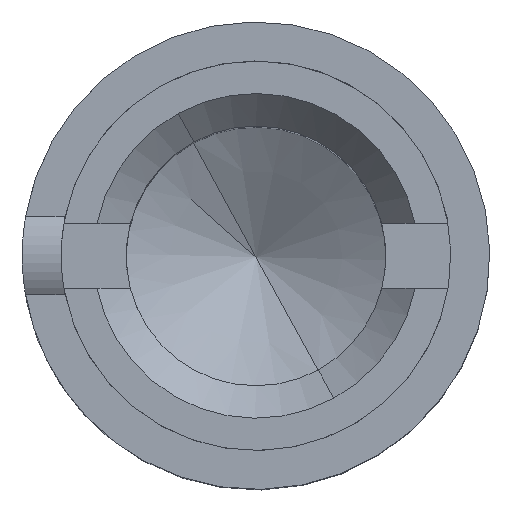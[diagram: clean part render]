
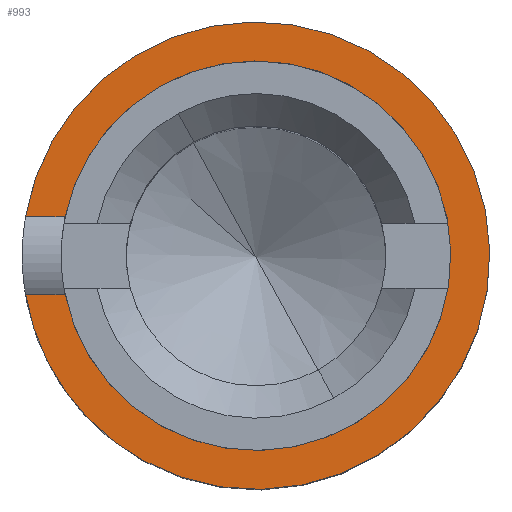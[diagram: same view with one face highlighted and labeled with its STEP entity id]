
A CAD part, top view. The second image highlights one B-rep face of the part: STEP entity #993.
In plain terms, the highlighted planar face has unit normal (0, 0, 1).
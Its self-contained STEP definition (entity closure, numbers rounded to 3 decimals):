
#861=AXIS2_PLACEMENT_3D('Circle Axis2P3D',#859,#860,$) ;
#941=AXIS2_PLACEMENT_3D('Circle Axis2P3D',#939,#940,$) ;
#961=AXIS2_PLACEMENT_3D('Plane Axis2P3D',#958,#959,#960) ;
#965=AXIS2_PLACEMENT_3D('Circle Axis2P3D',#963,#964,$) ;
#970=AXIS2_PLACEMENT_3D('Circle Axis2P3D',#968,#969,$) ;
#975=AXIS2_PLACEMENT_3D('Circle Axis2P3D',#973,#974,$) ;
#980=AXIS2_PLACEMENT_3D('Circle Axis2P3D',#978,#979,$) ;
#821=CARTESIAN_POINT('Vertex',(0.661,4.2,31.7)) ;
#823=CARTESIAN_POINT('Vertex',(0.661,3.,31.7)) ;
#826=CARTESIAN_POINT('Line Origine',(0.35,4.2,31.7)) ;
#830=CARTESIAN_POINT('Vertex',(0.05,4.2,31.7)) ;
#839=CARTESIAN_POINT('Vertex',(0.05,3.,31.7)) ;
#842=CARTESIAN_POINT('Line Origine',(0.35,3.,31.7)) ;
#859=CARTESIAN_POINT('Axis2P3D Location',(3.6,3.6,31.7)) ;
#863=CARTESIAN_POINT('Vertex',(5.038,6.233,31.7)) ;
#865=CARTESIAN_POINT('Vertex',(2.162,0.967,31.7)) ;
#936=CARTESIAN_POINT('Vertex',(5.326,6.759,31.7)) ;
#939=CARTESIAN_POINT('Axis2P3D Location',(3.6,3.6,31.7)) ;
#943=CARTESIAN_POINT('Vertex',(1.874,0.441,31.7)) ;
#958=CARTESIAN_POINT('Axis2P3D Location',(3.6,6.6,31.7)) ;
#963=CARTESIAN_POINT('Axis2P3D Location',(3.6,3.6,31.7)) ;
#968=CARTESIAN_POINT('Axis2P3D Location',(3.6,3.6,31.7)) ;
#973=CARTESIAN_POINT('Axis2P3D Location',(3.6,3.6,31.7)) ;
#978=CARTESIAN_POINT('Axis2P3D Location',(3.6,3.6,31.7)) ;
#827=DIRECTION('Vector Direction',(1.,0.,0.)) ;
#843=DIRECTION('Vector Direction',(1.,0.,0.)) ;
#860=DIRECTION('Axis2P3D Direction',(0.,0.,-1.)) ;
#940=DIRECTION('Axis2P3D Direction',(0.,0.,-1.)) ;
#959=DIRECTION('Axis2P3D Direction',(0.,0.,-1.)) ;
#960=DIRECTION('Axis2P3D XDirection',(0.,1.,0.)) ;
#964=DIRECTION('Axis2P3D Direction',(0.,0.,-1.)) ;
#969=DIRECTION('Axis2P3D Direction',(0.,0.,-1.)) ;
#974=DIRECTION('Axis2P3D Direction',(0.,0.,-1.)) ;
#979=DIRECTION('Axis2P3D Direction',(0.,0.,-1.)) ;
#828=VECTOR('Line Direction',#827,1.) ;
#844=VECTOR('Line Direction',#843,1.) ;
#984=ORIENTED_EDGE('',*,*,#832,.F.) ;
#985=ORIENTED_EDGE('',*,*,#967,.T.) ;
#986=ORIENTED_EDGE('',*,*,#867,.T.) ;
#987=ORIENTED_EDGE('',*,*,#972,.T.) ;
#988=ORIENTED_EDGE('',*,*,#846,.T.) ;
#989=ORIENTED_EDGE('',*,*,#977,.F.) ;
#990=ORIENTED_EDGE('',*,*,#945,.F.) ;
#991=ORIENTED_EDGE('',*,*,#982,.F.) ;
#993=ADVANCED_FACE('HUELSE',(#992),#962,.F.) ;
#862=CIRCLE('generated circle',#861,3.) ;
#942=CIRCLE('generated circle',#941,3.6) ;
#966=CIRCLE('generated circle',#965,3.) ;
#971=CIRCLE('generated circle',#970,3.) ;
#976=CIRCLE('generated circle',#975,3.6) ;
#981=CIRCLE('generated circle',#980,3.6) ;
#832=EDGE_CURVE('',#822,#831,#829,.F.) ;
#846=EDGE_CURVE('',#824,#840,#845,.F.) ;
#867=EDGE_CURVE('',#864,#866,#862,.T.) ;
#945=EDGE_CURVE('',#937,#944,#942,.T.) ;
#967=EDGE_CURVE('',#822,#864,#966,.T.) ;
#972=EDGE_CURVE('',#866,#824,#971,.T.) ;
#977=EDGE_CURVE('',#944,#840,#976,.T.) ;
#982=EDGE_CURVE('',#831,#937,#981,.T.) ;
#983=EDGE_LOOP('',(#984,#985,#986,#987,#988,#989,#990,#991)) ;
#992=FACE_OUTER_BOUND('',#983,.T.) ;
#829=LINE('Line',#826,#828) ;
#845=LINE('Line',#842,#844) ;
#962=PLANE('',#961) ;
#822=VERTEX_POINT('',#821) ;
#824=VERTEX_POINT('',#823) ;
#831=VERTEX_POINT('',#830) ;
#840=VERTEX_POINT('',#839) ;
#864=VERTEX_POINT('',#863) ;
#866=VERTEX_POINT('',#865) ;
#937=VERTEX_POINT('',#936) ;
#944=VERTEX_POINT('',#943) ;
